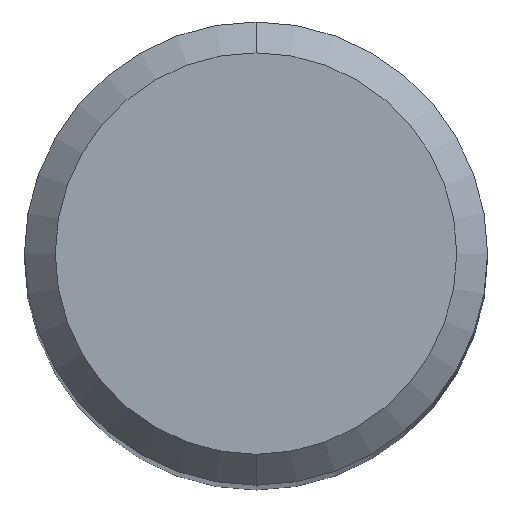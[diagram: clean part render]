
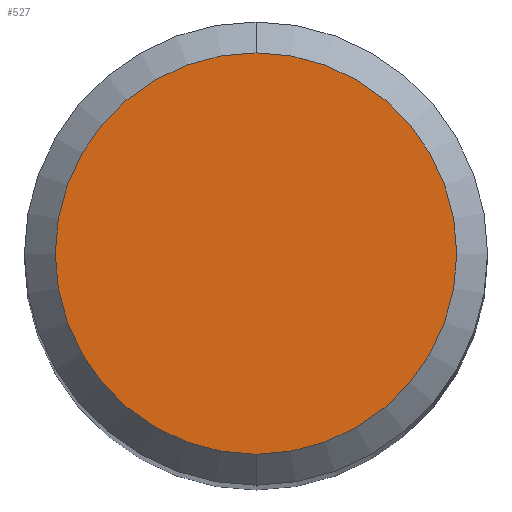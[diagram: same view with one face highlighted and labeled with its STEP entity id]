
A CAD part, top view. The second image highlights one B-rep face of the part: STEP entity #527.
In plain terms, the highlighted planar face has unit normal (0, 0, 1).
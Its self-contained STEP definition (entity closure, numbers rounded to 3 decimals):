
#357=VERTEX_POINT('',#932);
#527=ADVANCED_FACE('',(#1124),#1125,.T.);
#583=VERTEX_POINT('',#1185);
#749=EDGE_CURVE('',#583,#357,#1366,.T.);
#841=EDGE_CURVE('',#357,#583,#1464,.T.);
#932=CARTESIAN_POINT('',(0.0,2.6,0.0));
#1124=FACE_OUTER_BOUND('',#3467,.T.);
#1125=PLANE('',#3468);
#1185=CARTESIAN_POINT('',(0.,-2.6,0.0));
#1366=CIRCLE('',#5363,2.6);
#1464=CIRCLE('',#5754,2.6);
#3467=EDGE_LOOP('',(#6072,#6073));
#3468=AXIS2_PLACEMENT_3D('',#6074,#6075,#6076);
#5363=AXIS2_PLACEMENT_3D('',#6320,#6321,#6322);
#5754=AXIS2_PLACEMENT_3D('',#6406,#6407,#6408);
#6072=ORIENTED_EDGE('',*,*,#841,.F.);
#6073=ORIENTED_EDGE('',*,*,#749,.F.);
#6074=CARTESIAN_POINT('',(0.0,1.3,0.0));
#6075=DIRECTION('',(-0.0,0.0,1.0));
#6076=DIRECTION('',(0.0,-1.0,0.0));
#6320=CARTESIAN_POINT('',(0.0,0.0,0.0));
#6321=DIRECTION('',(0.0,0.0,-1.0));
#6322=DIRECTION('',(0.0,1.0,0.0));
#6406=CARTESIAN_POINT('',(0.0,0.0,0.0));
#6407=DIRECTION('',(0.0,0.0,-1.0));
#6408=DIRECTION('',(0.0,1.0,0.0));
